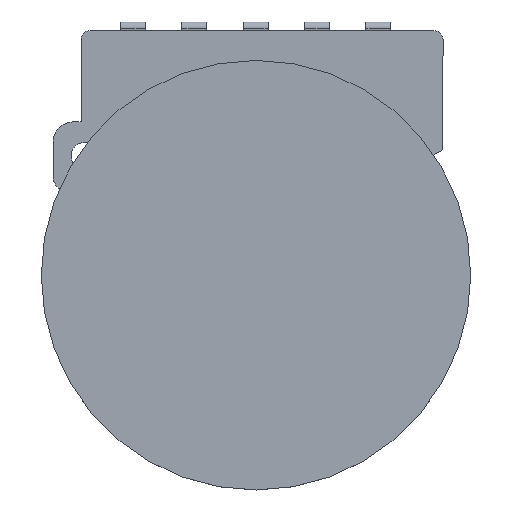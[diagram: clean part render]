
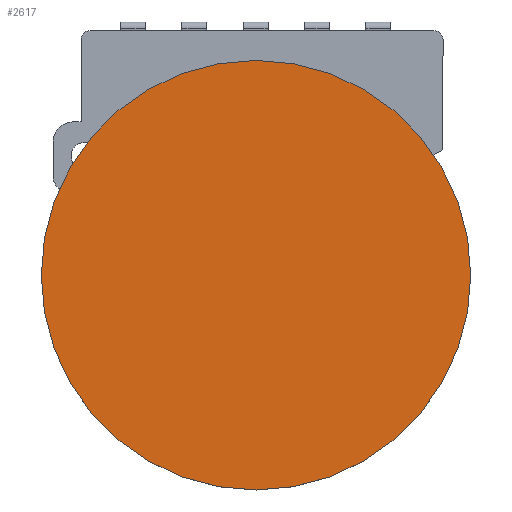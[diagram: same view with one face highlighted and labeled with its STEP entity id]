
A CAD part, top view. The second image highlights one B-rep face of the part: STEP entity #2617.
In plain terms, the highlighted planar face has unit normal (0, 0, 1).
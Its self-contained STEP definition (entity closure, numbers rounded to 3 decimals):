
#48=PLANE('',#2784);
#143=FACE_OUTER_BOUND('',#288,.T.);
#288=EDGE_LOOP('',(#1785));
#1027=CIRCLE('',#2781,6.998);
#1125=VERTEX_POINT('',#3798);
#1387=EDGE_CURVE('',#1125,#1125,#1027,.T.);
#1785=ORIENTED_EDGE('',*,*,#1387,.T.);
#2617=ADVANCED_FACE('',(#143),#48,.T.);
#2781=AXIS2_PLACEMENT_3D('',#3799,#3025,#3026);
#2784=AXIS2_PLACEMENT_3D('',#3804,#3032,#3033);
#3025=DIRECTION('center_axis',(0.,0.,1.));
#3026=DIRECTION('ref_axis',(1.,0.,0.));
#3032=DIRECTION('center_axis',(0.,0.,1.));
#3033=DIRECTION('ref_axis',(1.,0.,0.));
#3798=CARTESIAN_POINT('',(-6.998,0.,1.1));
#3799=CARTESIAN_POINT('Origin',(0.,0.,1.1));
#3804=CARTESIAN_POINT('Origin',(0.,0.,1.1));
